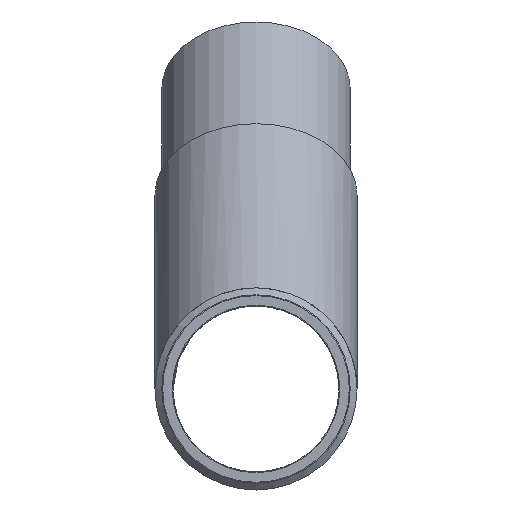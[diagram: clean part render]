
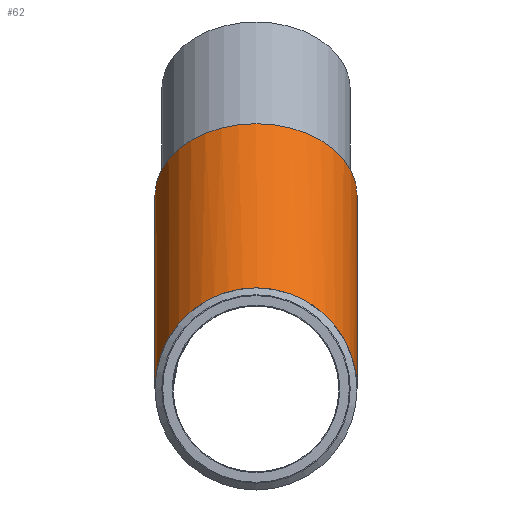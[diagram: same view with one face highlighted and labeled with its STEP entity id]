
A CAD part, left-side view. The second image highlights one B-rep face of the part: STEP entity #62.
In plain terms, the highlighted cylindrical face has radius 59.013 mm (diameter 118.026 mm), a full revolution.
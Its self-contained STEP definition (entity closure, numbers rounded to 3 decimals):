
#62 = ADVANCED_FACE( '', ( #137, #138 ), #139, .T. );
#137 = FACE_OUTER_BOUND( '', #218, .T. );
#138 = FACE_OUTER_BOUND( '', #219, .T. );
#139 = CYLINDRICAL_SURFACE( '', #220, 59.013 );
#218 = EDGE_LOOP( '', ( #315 ) );
#219 = EDGE_LOOP( '', ( #316, #317 ) );
#220 = AXIS2_PLACEMENT_3D( '', #318, #319, #320 );
#315 = ORIENTED_EDGE( '', *, *, #393, .F. );
#316 = ORIENTED_EDGE( '', *, *, #380, .T. );
#317 = ORIENTED_EDGE( '', *, *, #379, .T. );
#318 = CARTESIAN_POINT( '', ( 306.362, 0., 175.362 ) );
#319 = DIRECTION( '', ( -0.707, 0., -0.707 ) );
#320 = DIRECTION( '', ( 0.707, 0., -0.707 ) );
#379 = EDGE_CURVE( '', #428, #429, #430, .T. );
#380 = EDGE_CURVE( '', #429, #428, #431, .F. );
#393 = EDGE_CURVE( '', #450, #450, #451, .T. );
#428 = VERTEX_POINT( '', #488 );
#429 = VERTEX_POINT( '', #489 );
#430 = ELLIPSE( '', #490, 63.875, 59.013 );
#431 = ELLIPSE( '', #491, 154.208, 59.013 );
#450 = VERTEX_POINT( '', #510 );
#451 = CIRCLE( '', #511, 59.013 );
#488 = CARTESIAN_POINT( '', ( 131., 59.013, 0. ) );
#489 = CARTESIAN_POINT( '', ( 131., -59.013, 0. ) );
#490 = AXIS2_PLACEMENT_3D( '', #553, #554, #555 );
#491 = AXIS2_PLACEMENT_3D( '', #556, #557, #558 );
#510 = CARTESIAN_POINT( '', ( 285.856, 0., 71.4 ) );
#511 = AXIS2_PLACEMENT_3D( '', #577, #578, #579 );
#553 = CARTESIAN_POINT( '', ( 131., 0., 0. ) );
#554 = DIRECTION( '', ( 0.924, 0., 0.383 ) );
#555 = DIRECTION( '', ( 0.383, 0., -0.924 ) );
#556 = CARTESIAN_POINT( '', ( 131., 0., 0. ) );
#557 = DIRECTION( '', ( 0.383, 0., -0.924 ) );
#558 = DIRECTION( '', ( 0.924, 0., 0.383 ) );
#577 = CARTESIAN_POINT( '', ( 244.128, 0., 113.128 ) );
#578 = DIRECTION( '', ( 0.707, 0., 0.707 ) );
#579 = DIRECTION( '', ( 0.707, 0., -0.707 ) );
